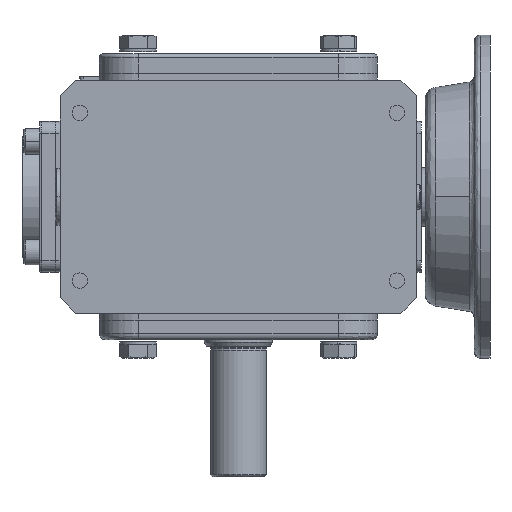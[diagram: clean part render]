
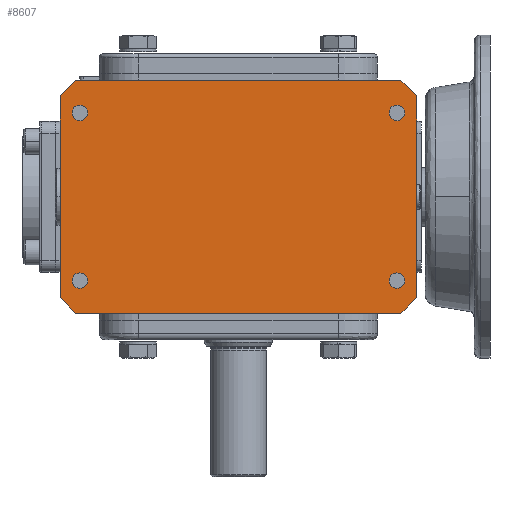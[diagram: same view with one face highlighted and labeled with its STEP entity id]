
A CAD part, front view. The second image highlights one B-rep face of the part: STEP entity #8607.
In plain terms, the highlighted planar face has unit normal (0, -1, 0).
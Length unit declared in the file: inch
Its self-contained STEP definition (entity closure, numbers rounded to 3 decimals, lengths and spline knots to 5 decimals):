
#496 = EDGE_CURVE ( 'NONE', #2651, #12929, #13869, .T. ) ;
#556 = CIRCLE ( 'NONE', #19966, 0.15625 ) ;
#842 = CARTESIAN_POINT ( 'NONE',  ( -3.58268, -2.93819, -2.34252 ) ) ;
#945 = AXIS2_PLACEMENT_3D ( 'NONE', #13799, #4211, #15418 ) ;
#970 = EDGE_CURVE ( 'NONE', #18074, #14322, #19994, .T. ) ;
#996 = VERTEX_POINT ( 'NONE', #15881 ) ;
#1057 = CARTESIAN_POINT ( 'NONE',  ( 3.1874, -2.93819, -1.6874 ) ) ;
#1533 = VERTEX_POINT ( 'NONE', #4724 ) ;
#1545 = LINE ( 'NONE', #3802, #5304 ) ;
#1750 = CARTESIAN_POINT ( 'NONE',  ( 3.1874, -2.93819, 1.84365 ) ) ;
#1803 = LINE ( 'NONE', #8970, #18345 ) ;
#1911 = ORIENTED_EDGE ( 'NONE', *, *, #10828, .T. ) ;
#2017 = CARTESIAN_POINT ( 'NONE',  ( -3.58268, -2.93819, 2.02756 ) ) ;
#2046 = CARTESIAN_POINT ( 'NONE',  ( -3.1874, -2.93819, -1.6874 ) ) ;
#2437 = AXIS2_PLACEMENT_3D ( 'NONE', #8560, #19724, #10171 ) ;
#2651 = VERTEX_POINT ( 'NONE', #1750 ) ;
#2690 = DIRECTION ( 'NONE',  ( 0., 0., -1. ) ) ;
#2695 = VERTEX_POINT ( 'NONE', #17812 ) ;
#3191 = DIRECTION ( 'NONE',  ( 0., 1., 0. ) ) ;
#3253 = CARTESIAN_POINT ( 'NONE',  ( -3.1874, -2.93819, 1.6874 ) ) ;
#3437 = CIRCLE ( 'NONE', #18749, 0.15625 ) ;
#3458 = EDGE_CURVE ( 'NONE', #17687, #17974, #3437, .T. ) ;
#3486 = CIRCLE ( 'NONE', #9719, 0.15625 ) ;
#3644 = ORIENTED_EDGE ( 'NONE', *, *, #13245, .T. ) ;
#3655 = DIRECTION ( 'NONE',  ( 0., 0., -1. ) ) ;
#3802 = CARTESIAN_POINT ( 'NONE',  ( 3.58268, -2.93819, 2.02756 ) ) ;
#3922 = DIRECTION ( 'NONE',  ( 0., 0., -1. ) ) ;
#3940 = VERTEX_POINT ( 'NONE', #13597 ) ;
#3946 = CARTESIAN_POINT ( 'NONE',  ( 3.1874, -2.93819, -1.84365 ) ) ;
#3982 = CARTESIAN_POINT ( 'NONE',  ( 3.1874, -2.93819, -1.6874 ) ) ;
#3988 = LINE ( 'NONE', #18943, #12002 ) ;
#4013 = EDGE_CURVE ( 'NONE', #996, #18074, #16693, .T. ) ;
#4211 = DIRECTION ( 'NONE',  ( 0., 1., 0. ) ) ;
#4251 = ORIENTED_EDGE ( 'NONE', *, *, #8002, .T. ) ;
#4468 = ORIENTED_EDGE ( 'NONE', *, *, #4013, .T. ) ;
#4724 = CARTESIAN_POINT ( 'NONE',  ( 3.58268, -2.93819, 2.02756 ) ) ;
#4800 = LINE ( 'NONE', #7091, #13819 ) ;
#4856 = DIRECTION ( 'NONE',  ( 0., 0., -1. ) ) ;
#5057 = EDGE_LOOP ( 'NONE', ( #8926, #9782 ) ) ;
#5080 = CARTESIAN_POINT ( 'NONE',  ( -3.26772, -2.93819, 2.34252 ) ) ;
#5291 = ORIENTED_EDGE ( 'NONE', *, *, #13372, .T. ) ;
#5304 = VECTOR ( 'NONE', #8520, 39.37008 ) ;
#5574 = DIRECTION ( 'NONE',  ( 0., 0., -1. ) ) ;
#5785 = FACE_BOUND ( 'NONE', #17998, .T. ) ;
#6211 = CARTESIAN_POINT ( 'NONE',  ( -3.26772, -2.93819, 2.34252 ) ) ;
#6499 = ORIENTED_EDGE ( 'NONE', *, *, #17798, .T. ) ;
#6893 = CIRCLE ( 'NONE', #7626, 0.15625 ) ;
#7091 = CARTESIAN_POINT ( 'NONE',  ( -3.58268, -2.93819, 2.55906 ) ) ;
#7163 = DIRECTION ( 'NONE',  ( 0., 0., -1. ) ) ;
#7305 = DIRECTION ( 'NONE',  ( 1., 0., 0. ) ) ;
#7588 = EDGE_CURVE ( 'NONE', #14532, #10086, #1803, .T. ) ;
#7626 = AXIS2_PLACEMENT_3D ( 'NONE', #9133, #20290, #10745 ) ;
#7833 = CARTESIAN_POINT ( 'NONE',  ( 3.1874, -2.93819, -1.53115 ) ) ;
#7930 = EDGE_CURVE ( 'NONE', #1533, #996, #1545, .T. ) ;
#8002 = EDGE_CURVE ( 'NONE', #14322, #14532, #4800, .T. ) ;
#8520 = DIRECTION ( 'NONE',  ( -0.707, 0., 0.707 ) ) ;
#8560 = CARTESIAN_POINT ( 'NONE',  ( 3.1874, -2.93819, 1.6874 ) ) ;
#8607 = ADVANCED_FACE ( 'NONE', ( #18566, #10570, #14816, #10080, #5785 ), #11900, .T. ) ;
#8926 = ORIENTED_EDGE ( 'NONE', *, *, #19663, .T. ) ;
#8970 = CARTESIAN_POINT ( 'NONE',  ( -3.58268, -2.93819, -2.02756 ) ) ;
#9022 = CARTESIAN_POINT ( 'NONE',  ( -3.58268, -2.93819, -2.02756 ) ) ;
#9040 = LINE ( 'NONE', #12433, #13285 ) ;
#9133 = CARTESIAN_POINT ( 'NONE',  ( -3.1874, -2.93819, 1.6874 ) ) ;
#9228 = DIRECTION ( 'NONE',  ( 0., 0., 1. ) ) ;
#9274 = ORIENTED_EDGE ( 'NONE', *, *, #970, .T. ) ;
#9442 = AXIS2_PLACEMENT_3D ( 'NONE', #3982, #15181, #5574 ) ;
#9605 = ORIENTED_EDGE ( 'NONE', *, *, #19577, .T. ) ;
#9625 = ORIENTED_EDGE ( 'NONE', *, *, #3458, .T. ) ;
#9719 = AXIS2_PLACEMENT_3D ( 'NONE', #12790, #3191, #14402 ) ;
#9782 = ORIENTED_EDGE ( 'NONE', *, *, #496, .T. ) ;
#10080 = FACE_BOUND ( 'NONE', #5057, .T. ) ;
#10086 = VERTEX_POINT ( 'NONE', #10860 ) ;
#10171 = DIRECTION ( 'NONE',  ( 0., 0., -1. ) ) ;
#10308 = CARTESIAN_POINT ( 'NONE',  ( -3.58268, -2.93819, 2.55906 ) ) ;
#10570 = FACE_BOUND ( 'NONE', #20506, .T. ) ;
#10745 = DIRECTION ( 'NONE',  ( 0., 0., -1. ) ) ;
#10828 = EDGE_CURVE ( 'NONE', #17974, #17687, #13977, .T. ) ;
#10860 = CARTESIAN_POINT ( 'NONE',  ( -3.26772, -2.93819, -2.34252 ) ) ;
#10963 = VERTEX_POINT ( 'NONE', #15455 ) ;
#11315 = EDGE_LOOP ( 'NONE', ( #16859, #5291 ) ) ;
#11316 = CARTESIAN_POINT ( 'NONE',  ( -3.1874, -2.93819, -1.53115 ) ) ;
#11628 = ORIENTED_EDGE ( 'NONE', *, *, #7588, .T. ) ;
#11900 = PLANE ( 'NONE',  #14523 ) ;
#12002 = VECTOR ( 'NONE', #20526, 39.37008 ) ;
#12280 = DIRECTION ( 'NONE',  ( 0., 1., 0. ) ) ;
#12433 = CARTESIAN_POINT ( 'NONE',  ( 3.58268, -2.93819, 2.55906 ) ) ;
#12693 = ORIENTED_EDGE ( 'NONE', *, *, #18490, .T. ) ;
#12758 = CARTESIAN_POINT ( 'NONE',  ( -3.58268, -2.93819, 2.34252 ) ) ;
#12790 = CARTESIAN_POINT ( 'NONE',  ( 3.1874, -2.93819, 1.6874 ) ) ;
#12929 = VERTEX_POINT ( 'NONE', #14185 ) ;
#13016 = AXIS2_PLACEMENT_3D ( 'NONE', #2046, #13249, #3655 ) ;
#13245 = EDGE_CURVE ( 'NONE', #10086, #20275, #20633, .T. ) ;
#13249 = DIRECTION ( 'NONE',  ( 0., 1., 0. ) ) ;
#13285 = VECTOR ( 'NONE', #9228, 39.37008 ) ;
#13372 = EDGE_CURVE ( 'NONE', #10963, #2695, #6893, .T. ) ;
#13503 = DIRECTION ( 'NONE',  ( 0., -1., 0. ) ) ;
#13597 = CARTESIAN_POINT ( 'NONE',  ( -3.1874, -2.93819, -1.84365 ) ) ;
#13799 = CARTESIAN_POINT ( 'NONE',  ( -3.1874, -2.93819, -1.6874 ) ) ;
#13819 = VECTOR ( 'NONE', #7163, 39.37008 ) ;
#13869 = CIRCLE ( 'NONE', #2437, 0.15625 ) ;
#13977 = CIRCLE ( 'NONE', #9442, 0.15625 ) ;
#14108 = CIRCLE ( 'NONE', #13016, 0.15625 ) ;
#14185 = CARTESIAN_POINT ( 'NONE',  ( 3.1874, -2.93819, 1.53115 ) ) ;
#14272 = DIRECTION ( 'NONE',  ( -0.707, 0., -0.707 ) ) ;
#14322 = VERTEX_POINT ( 'NONE', #2017 ) ;
#14368 = DIRECTION ( 'NONE',  ( -1., 0., 0. ) ) ;
#14401 = ORIENTED_EDGE ( 'NONE', *, *, #16196, .T. ) ;
#14402 = DIRECTION ( 'NONE',  ( 0., 0., -1. ) ) ;
#14456 = DIRECTION ( 'NONE',  ( 0., 1., 0. ) ) ;
#14523 = AXIS2_PLACEMENT_3D ( 'NONE', #10308, #13503, #3922 ) ;
#14532 = VERTEX_POINT ( 'NONE', #9022 ) ;
#14816 = FACE_BOUND ( 'NONE', #11315, .T. ) ;
#14851 = EDGE_CURVE ( 'NONE', #2695, #10963, #556, .T. ) ;
#15181 = DIRECTION ( 'NONE',  ( 0., 1., 0. ) ) ;
#15418 = DIRECTION ( 'NONE',  ( 0., 0., -1. ) ) ;
#15455 = CARTESIAN_POINT ( 'NONE',  ( -3.1874, -2.93819, 1.84365 ) ) ;
#15881 = CARTESIAN_POINT ( 'NONE',  ( 3.26772, -2.93819, 2.34252 ) ) ;
#15917 = CARTESIAN_POINT ( 'NONE',  ( 3.26772, -2.93819, -2.34252 ) ) ;
#16196 = EDGE_CURVE ( 'NONE', #17453, #3940, #14108, .T. ) ;
#16250 = VECTOR ( 'NONE', #14272, 39.37008 ) ;
#16693 = LINE ( 'NONE', #12758, #20414 ) ;
#16859 = ORIENTED_EDGE ( 'NONE', *, *, #14851, .T. ) ;
#16992 = DIRECTION ( 'NONE',  ( 0.707, 0., -0.707 ) ) ;
#17453 = VERTEX_POINT ( 'NONE', #11316 ) ;
#17687 = VERTEX_POINT ( 'NONE', #3946 ) ;
#17798 = EDGE_CURVE ( 'NONE', #3940, #17453, #18057, .T. ) ;
#17812 = CARTESIAN_POINT ( 'NONE',  ( -3.1874, -2.93819, 1.53115 ) ) ;
#17813 = CARTESIAN_POINT ( 'NONE',  ( 3.58268, -2.93819, -2.02756 ) ) ;
#17974 = VERTEX_POINT ( 'NONE', #7833 ) ;
#17998 = EDGE_LOOP ( 'NONE', ( #9625, #1911 ) ) ;
#18057 = CIRCLE ( 'NONE', #945, 0.15625 ) ;
#18074 = VERTEX_POINT ( 'NONE', #5080 ) ;
#18345 = VECTOR ( 'NONE', #16992, 39.37008 ) ;
#18490 = EDGE_CURVE ( 'NONE', #19779, #1533, #9040, .T. ) ;
#18566 = FACE_OUTER_BOUND ( 'NONE', #20036, .T. ) ;
#18749 = AXIS2_PLACEMENT_3D ( 'NONE', #1057, #12280, #2690 ) ;
#18943 = CARTESIAN_POINT ( 'NONE',  ( 3.26772, -2.93819, -2.34252 ) ) ;
#19577 = EDGE_CURVE ( 'NONE', #20275, #19779, #3988, .T. ) ;
#19663 = EDGE_CURVE ( 'NONE', #12929, #2651, #3486, .T. ) ;
#19724 = DIRECTION ( 'NONE',  ( 0., 1., 0. ) ) ;
#19779 = VERTEX_POINT ( 'NONE', #17813 ) ;
#19966 = AXIS2_PLACEMENT_3D ( 'NONE', #3253, #14456, #4856 ) ;
#19994 = LINE ( 'NONE', #6211, #16250 ) ;
#20036 = EDGE_LOOP ( 'NONE', ( #4251, #11628, #3644, #9605, #12693, #20203, #4468, #9274 ) ) ;
#20142 = VECTOR ( 'NONE', #7305, 39.37008 ) ;
#20203 = ORIENTED_EDGE ( 'NONE', *, *, #7930, .T. ) ;
#20275 = VERTEX_POINT ( 'NONE', #15917 ) ;
#20290 = DIRECTION ( 'NONE',  ( 0., 1., 0. ) ) ;
#20414 = VECTOR ( 'NONE', #14368, 39.37008 ) ;
#20506 = EDGE_LOOP ( 'NONE', ( #6499, #14401 ) ) ;
#20526 = DIRECTION ( 'NONE',  ( 0.707, 0., 0.707 ) ) ;
#20633 = LINE ( 'NONE', #842, #20142 ) ;
